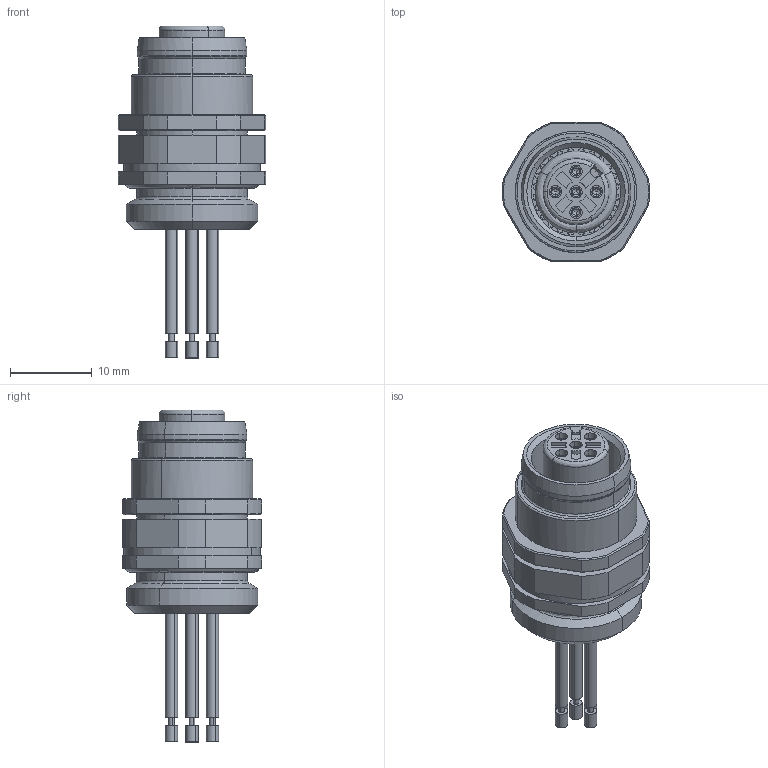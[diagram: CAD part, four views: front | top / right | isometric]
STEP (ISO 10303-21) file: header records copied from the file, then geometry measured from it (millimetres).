
FILE_DESCRIPTION(('CATIA V5 STEP Exchange','CAx-IF Rec.Pracs.--- Model Styling and Organization---1.4--- 2014-01-23'),'2;1');
FILE_NAME ('004697-2_1', '2020-02-12T16:59:09+00:00', ('none'), ('Weidmueller'), 'CATIA Version 5-6 Release 2016 SP3 HF44', 'CATIA V5 STEP AP214', 'none');
FILE_SCHEMA(('AUTOMOTIVE_DESIGN { 1 0 10303 214 1 1 1 1 }'));
Length unit declared in the file: millimetre
Products named in the file (1): 1052050000
Bounding box: 17.97 x 17 x 40.5 mm (x, y, z)
Volume: 3557.6 mm3; surface area: 6223.7 mm2
Topology: 19 solids, 19 shells, 872 faces, 2160 edges, 1356 vertices
Faces by surface type: bspline 638, plane 231, cylinder 3
Entity records: 28424 total; most frequent: CARTESIAN_POINT 15417, ORIENTED_EDGE 4284, EDGE_CURVE 2142, VERTEX_POINT 1356, EDGE_LOOP 946, ADVANCED_FACE 872, FACE_OUTER_BOUND 872, DIRECTION 725
